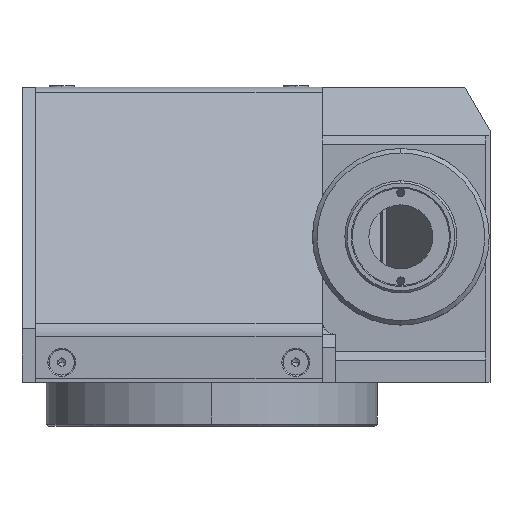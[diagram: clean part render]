
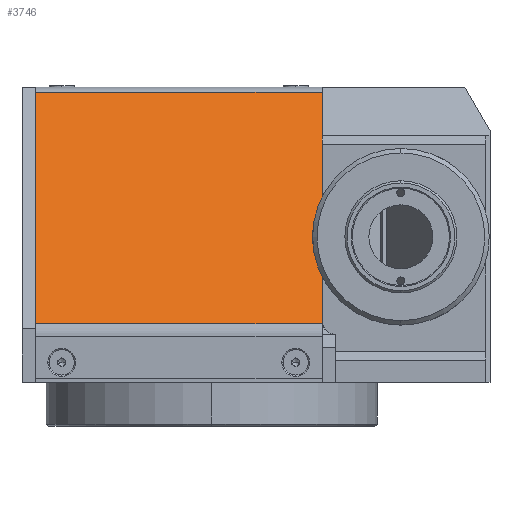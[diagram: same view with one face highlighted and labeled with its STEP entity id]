
A CAD part, left-side view. The second image highlights one B-rep face of the part: STEP entity #3746.
In plain terms, the highlighted planar face has unit normal (-0.707, 0, 0.707).
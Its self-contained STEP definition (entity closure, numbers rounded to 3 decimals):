
#171 = CARTESIAN_POINT ( 'NONE',  ( -33.828, 69., -19.581 ) ) ;
#263 = CARTESIAN_POINT ( 'NONE',  ( -34.414, 69., -20.167 ) ) ;
#308 = CARTESIAN_POINT ( 'NONE',  ( -33.828, 4., -19.581 ) ) ;
#609 = EDGE_CURVE ( 'NONE', #3521, #7344, #6313, .T. ) ;
#980 = ORIENTED_EDGE ( 'NONE', *, *, #609, .F. ) ;
#1449 = DIRECTION ( 'NONE',  ( -0.707, 0., 0.707 ) ) ;
#1566 = CARTESIAN_POINT ( 'NONE',  ( 18.581, 69., 32.828 ) ) ;
#2101 = FACE_OUTER_BOUND ( 'NONE', #4697, .T. ) ;
#2106 = DIRECTION ( 'NONE',  ( 0., 1., 0. ) ) ;
#2176 = VECTOR ( 'NONE', #2106, 1000. ) ;
#2265 = CARTESIAN_POINT ( 'NONE',  ( -34.414, 104., -20.167 ) ) ;
#2396 = VERTEX_POINT ( 'NONE', #308 ) ;
#3484 = ORIENTED_EDGE ( 'NONE', *, *, #10370, .F. ) ;
#3521 = VERTEX_POINT ( 'NONE', #1566 ) ;
#3587 = DIRECTION ( 'NONE',  ( 0.707, 0., 0.707 ) ) ;
#3648 = LINE ( 'NONE', #7159, #2176 ) ;
#3746 = ADVANCED_FACE ( 'NONE', ( #2101 ), #7260, .T. ) ;
#4411 = LINE ( 'NONE', #9404, #5284 ) ;
#4465 = CARTESIAN_POINT ( 'NONE',  ( 18.581, 4., 32.828 ) ) ;
#4697 = EDGE_LOOP ( 'NONE', ( #6276, #980, #5645, #3484 ) ) ;
#5284 = VECTOR ( 'NONE', #8539, 1000. ) ;
#5613 = DIRECTION ( 'NONE',  ( 0.707, 0., 0.707 ) ) ;
#5645 = ORIENTED_EDGE ( 'NONE', *, *, #6448, .F. ) ;
#6276 = ORIENTED_EDGE ( 'NONE', *, *, #8584, .F. ) ;
#6313 = LINE ( 'NONE', #8128, #8183 ) ;
#6448 = EDGE_CURVE ( 'NONE', #8599, #3521, #7750, .T. ) ;
#7159 = CARTESIAN_POINT ( 'NONE',  ( -33.828, 104., -19.581 ) ) ;
#7260 = PLANE ( 'NONE',  #8022 ) ;
#7344 = VERTEX_POINT ( 'NONE', #4465 ) ;
#7750 = LINE ( 'NONE', #263, #10393 ) ;
#8022 = AXIS2_PLACEMENT_3D ( 'NONE', #2265, #1449, #5613 ) ;
#8128 = CARTESIAN_POINT ( 'NONE',  ( 18.581, 104., 32.828 ) ) ;
#8183 = VECTOR ( 'NONE', #10642, 1000. ) ;
#8539 = DIRECTION ( 'NONE',  ( -0.707, 0., -0.707 ) ) ;
#8584 = EDGE_CURVE ( 'NONE', #7344, #2396, #4411, .T. ) ;
#8599 = VERTEX_POINT ( 'NONE', #171 ) ;
#9404 = CARTESIAN_POINT ( 'NONE',  ( -34.414, 4., -20.167 ) ) ;
#10370 = EDGE_CURVE ( 'NONE', #2396, #8599, #3648, .T. ) ;
#10393 = VECTOR ( 'NONE', #3587, 1000. ) ;
#10642 = DIRECTION ( 'NONE',  ( 0., -1., 0. ) ) ;
